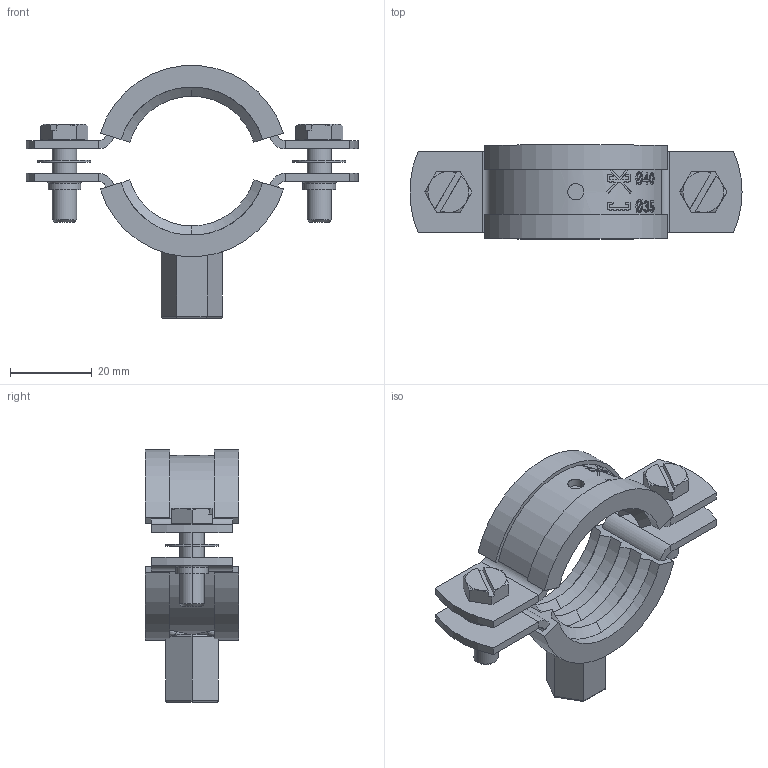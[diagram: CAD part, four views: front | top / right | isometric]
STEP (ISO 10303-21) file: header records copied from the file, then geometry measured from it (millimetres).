
FILE_DESCRIPTION (( 'STEP AP214' ), '1' );
FILE_NAME ('31179035.STEP', '2022-10-27T06:32:13', ( '' ), ( '' ), 'SwSTEP 2.0', 'SolidWorks 2021', '' );
FILE_SCHEMA (( 'AUTOMOTIVE_DESIGN' ));
Length unit declared in the file: millimetre
Products named in the file (8): 31179035; 9541506020; 8020130040; 9519002599; 9442201841^31179035; 8110130040; 9735013060; Clamp^8110130040
Assembly tree (10 placements, depth 3):
  31179035
    8110130040
      Clamp^8110130040
      9519002599
    8020130040
    9541506020  x2
    9735013060  x2
    9442201841^31179035  x2
Bounding box: 81.46 x 23 x 62.01 mm (x, y, z)
Volume: 18198.5 mm3; surface area: 21185.5 mm2
Topology: 9 solids, 9 shells, 523 faces, 1360 edges, 872 vertices
Faces by surface type: bspline 171, plane 166, cylinder 126, cone 48, torus 12
Entity records: 26846 total; most frequent: CARTESIAN_POINT 17011, ORIENTED_EDGE 2322, DIRECTION 1396, EDGE_CURVE 1161, VERTEX_POINT 743, B_SPLINE_CURVE_WITH_KNOTS 575, AXIS2_PLACEMENT_3D 534, EDGE_LOOP 476
